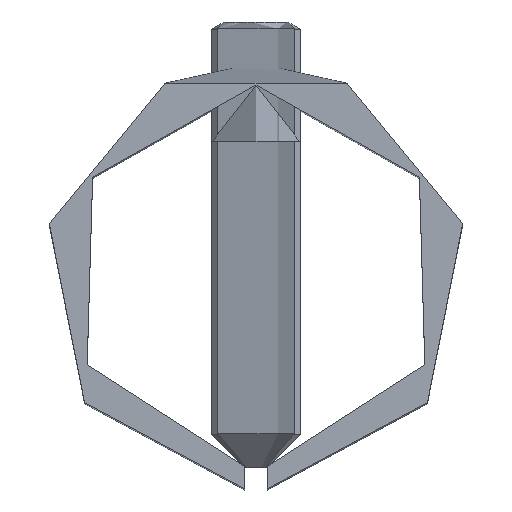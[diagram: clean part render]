
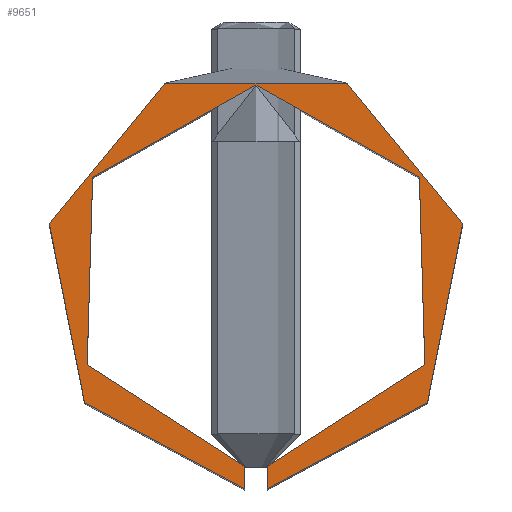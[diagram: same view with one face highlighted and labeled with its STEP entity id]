
A CAD part, top view. The second image highlights one B-rep face of the part: STEP entity #9651.
In plain terms, the highlighted planar face has unit normal (0, 0, 1).
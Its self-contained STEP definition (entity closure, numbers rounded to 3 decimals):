
#228 = CARTESIAN_POINT ( 'NONE',  ( 0., 0., 32.5 ) ) ;
#905 = CARTESIAN_POINT ( 'NONE',  ( -1., -19.124, 32.5 ) ) ;
#988 = EDGE_CURVE ( 'NONE', #13236, #4067, #11049, .T. ) ;
#1212 = VECTOR ( 'NONE', #9371, 1000. ) ;
#1836 = FACE_OUTER_BOUND ( 'NONE', #3774, .T. ) ;
#2438 = DIRECTION ( 'NONE',  ( 0., 0., 1. ) ) ;
#2679 = LINE ( 'NONE', #5232, #1212 ) ;
#2731 = AXIS2_PLACEMENT_3D ( 'NONE', #3653, #11051, #5775 ) ;
#2999 = CARTESIAN_POINT ( 'NONE',  ( -1., -17.121, 32.5 ) ) ;
#3547 = DIRECTION ( 'NONE',  ( 0., 0., 1. ) ) ;
#3564 = CARTESIAN_POINT ( 'NONE',  ( 0., 0., 32.5 ) ) ;
#3653 = CARTESIAN_POINT ( 'NONE',  ( 0., 0., 32.5 ) ) ;
#3758 = AXIS2_PLACEMENT_3D ( 'NONE', #228, #3547, #5543 ) ;
#3774 = EDGE_LOOP ( 'NONE', ( #8949, #10538, #7781, #5748 ) ) ;
#3794 = EDGE_CURVE ( 'NONE', #4067, #7769, #13358, .T. ) ;
#4067 = VERTEX_POINT ( 'NONE', #2999 ) ;
#5232 = CARTESIAN_POINT ( 'NONE',  ( 1., -9.15, 32.5 ) ) ;
#5408 = CARTESIAN_POINT ( 'NONE',  ( 1., -19.124, 32.5 ) ) ;
#5543 = DIRECTION ( 'NONE',  ( 1., 0., 0. ) ) ;
#5748 = ORIENTED_EDGE ( 'NONE', *, *, #9634, .T. ) ;
#5775 = DIRECTION ( 'NONE',  ( 1., 0., 0. ) ) ;
#6733 = VERTEX_POINT ( 'NONE', #5408 ) ;
#7198 = DIRECTION ( 'NONE',  ( 0., -1., 0. ) ) ;
#7723 = EDGE_CURVE ( 'NONE', #13236, #6733, #2679, .T. ) ;
#7769 = VERTEX_POINT ( 'NONE', #905 ) ;
#7781 = ORIENTED_EDGE ( 'NONE', *, *, #7723, .T. ) ;
#8949 = ORIENTED_EDGE ( 'NONE', *, *, #3794, .F. ) ;
#9371 = DIRECTION ( 'NONE',  ( 0., -1., 0. ) ) ;
#9634 = EDGE_CURVE ( 'NONE', #6733, #7769, #13324, .T. ) ;
#9651 = ADVANCED_FACE ( 'NONE', ( #1836 ), #9983, .T. ) ;
#9983 = PLANE ( 'NONE',  #12070 ) ;
#10150 = CARTESIAN_POINT ( 'NONE',  ( 1., -17.121, 32.5 ) ) ;
#10538 = ORIENTED_EDGE ( 'NONE', *, *, #988, .F. ) ;
#10966 = DIRECTION ( 'NONE',  ( 1., 0., 0. ) ) ;
#11049 = CIRCLE ( 'NONE', #3758, 17.15 ) ;
#11051 = DIRECTION ( 'NONE',  ( 0., 0., 1. ) ) ;
#11490 = CARTESIAN_POINT ( 'NONE',  ( -1., -9.15, 32.5 ) ) ;
#11864 = VECTOR ( 'NONE', #7198, 1000. ) ;
#12070 = AXIS2_PLACEMENT_3D ( 'NONE', #3564, #2438, #10966 ) ;
#13236 = VERTEX_POINT ( 'NONE', #10150 ) ;
#13324 = CIRCLE ( 'NONE', #2731, 19.15 ) ;
#13358 = LINE ( 'NONE', #11490, #11864 ) ;
